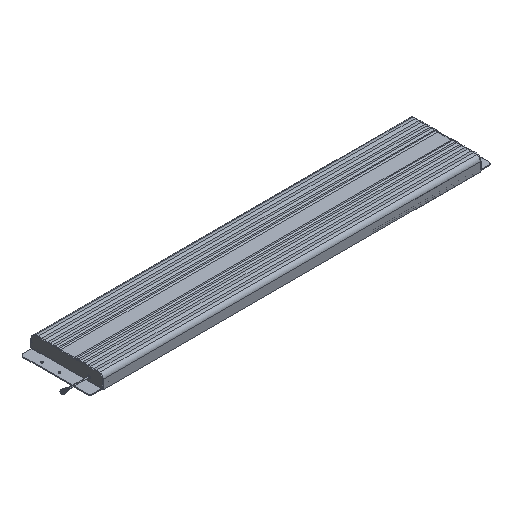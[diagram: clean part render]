
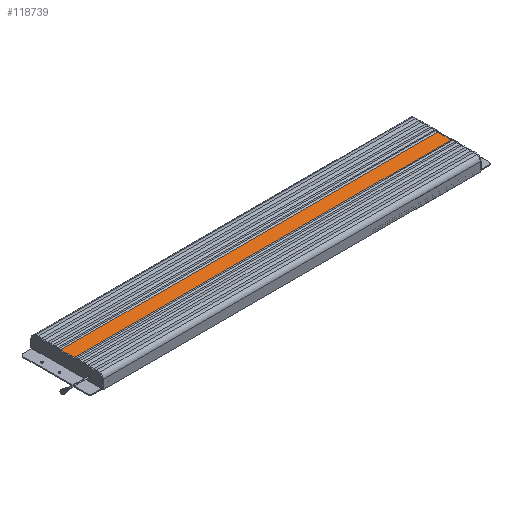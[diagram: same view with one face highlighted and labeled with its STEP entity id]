
A CAD part, isometric view. The second image highlights one B-rep face of the part: STEP entity #118739.
In plain terms, the highlighted planar face has unit normal (0, 0, 1).
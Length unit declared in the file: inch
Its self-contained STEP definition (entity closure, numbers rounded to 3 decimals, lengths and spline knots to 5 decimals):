
#8299 = VERTEX_POINT ( 'NONE', #77957 ) ;
#9293 = PLANE ( 'NONE',  #117807 ) ;
#11684 = CARTESIAN_POINT ( 'NONE',  ( 457.35137, -328.29388, 1.17915 ) ) ;
#14509 = EDGE_CURVE ( 'NONE', #58201, #47295, #95888, .T. ) ;
#19994 = EDGE_CURVE ( 'NONE', #104720, #8299, #96464, .T. ) ;
#20398 = FACE_OUTER_BOUND ( 'NONE', #62034, .T. ) ;
#25773 = DIRECTION ( 'NONE',  ( -1., 0., 0. ) ) ;
#26856 = ORIENTED_EDGE ( 'NONE', *, *, #19994, .F. ) ;
#32806 = ORIENTED_EDGE ( 'NONE', *, *, #14509, .T. ) ;
#36109 = DIRECTION ( 'NONE',  ( 0., -1., 0. ) ) ;
#40821 = ORIENTED_EDGE ( 'NONE', *, *, #135677, .T. ) ;
#46638 = CARTESIAN_POINT ( 'NONE',  ( 457.35137, -330.45923, 1.17915 ) ) ;
#47295 = VERTEX_POINT ( 'NONE', #11684 ) ;
#47796 = ORIENTED_EDGE ( 'NONE', *, *, #129243, .F. ) ;
#49581 = CARTESIAN_POINT ( 'NONE',  ( 457.35137, -327.11277, 1.17915 ) ) ;
#54039 = CARTESIAN_POINT ( 'NONE',  ( 490.61909, -327.11277, 1.17915 ) ) ;
#56919 = DIRECTION ( 'NONE',  ( 0., -1., 0. ) ) ;
#58201 = VERTEX_POINT ( 'NONE', #49581 ) ;
#58479 = CARTESIAN_POINT ( 'NONE',  ( 490.61909, -327.11277, 1.17915 ) ) ;
#59246 = CARTESIAN_POINT ( 'NONE',  ( 490.61909, -327.11277, 1.17915 ) ) ;
#62034 = EDGE_LOOP ( 'NONE', ( #40821, #32806, #47796, #26856 ) ) ;
#62247 = LINE ( 'NONE', #134584, #136725 ) ;
#66506 = VECTOR ( 'NONE', #84019, 39.37008 ) ;
#77957 = CARTESIAN_POINT ( 'NONE',  ( 490.61909, -328.29388, 1.17915 ) ) ;
#84019 = DIRECTION ( 'NONE',  ( 0., -1., 0. ) ) ;
#95888 = LINE ( 'NONE', #46638, #66506 ) ;
#96464 = LINE ( 'NONE', #144932, #131857 ) ;
#104720 = VERTEX_POINT ( 'NONE', #54039 ) ;
#105353 = DIRECTION ( 'NONE',  ( -1., 0., 0. ) ) ;
#106948 = LINE ( 'NONE', #59246, #155308 ) ;
#106955 = DIRECTION ( 'NONE',  ( 0., 0., -1. ) ) ;
#117807 = AXIS2_PLACEMENT_3D ( 'NONE', #58479, #106955, #56919 ) ;
#118739 = ADVANCED_FACE ( 'NONE', ( #20398 ), #9293, .F. ) ;
#129243 = EDGE_CURVE ( 'NONE', #8299, #47295, #62247, .T. ) ;
#131857 = VECTOR ( 'NONE', #36109, 39.37008 ) ;
#134584 = CARTESIAN_POINT ( 'NONE',  ( 490.61909, -328.29388, 1.17915 ) ) ;
#135677 = EDGE_CURVE ( 'NONE', #104720, #58201, #106948, .T. ) ;
#136725 = VECTOR ( 'NONE', #25773, 39.37008 ) ;
#144932 = CARTESIAN_POINT ( 'NONE',  ( 490.61909, -327.11277, 1.17915 ) ) ;
#155308 = VECTOR ( 'NONE', #105353, 39.37008 ) ;
